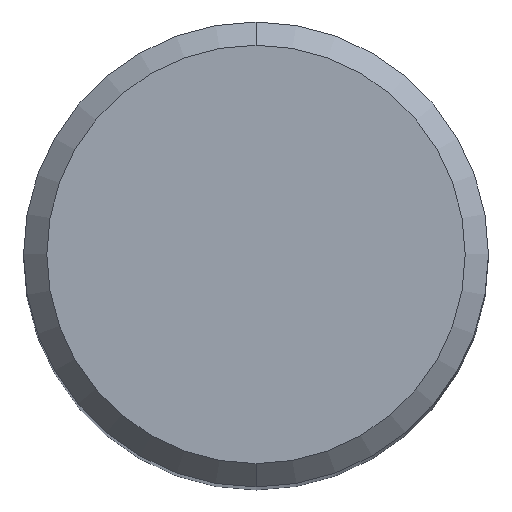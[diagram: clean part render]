
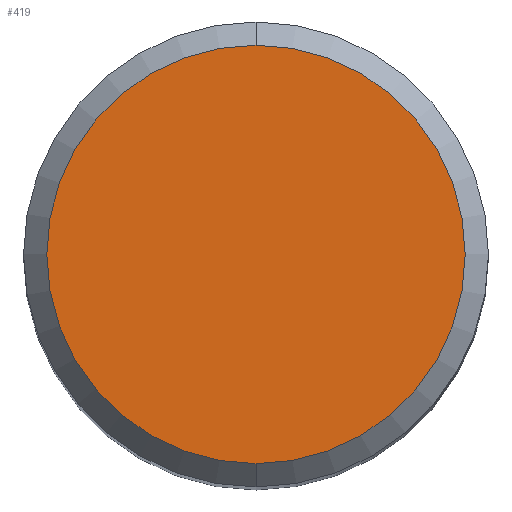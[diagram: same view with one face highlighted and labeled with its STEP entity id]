
A CAD part, top view. The second image highlights one B-rep face of the part: STEP entity #419.
In plain terms, the highlighted planar face has unit normal (0, 0, 1).
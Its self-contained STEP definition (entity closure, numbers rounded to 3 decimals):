
#171=EDGE_CURVE('',#359,#377,#462,.T.);
#335=EDGE_CURVE('',#377,#359,#645,.T.);
#359=VERTEX_POINT('',#672);
#377=VERTEX_POINT('',#690);
#419=ADVANCED_FACE('',(#735),#736,.T.);
#462=CIRCLE('',#776,4.5);
#645=CIRCLE('',#1168,4.5);
#672=CARTESIAN_POINT('',(0.0,4.5,0.));
#690=CARTESIAN_POINT('',(0.,-4.5,0.));
#735=FACE_OUTER_BOUND('',#1379,.T.);
#736=PLANE('',#1380);
#776=AXIS2_PLACEMENT_3D('',#1414,#1415,#1416);
#1168=AXIS2_PLACEMENT_3D('',#1621,#1622,#1623);
#1379=EDGE_LOOP('',(#1711,#1712));
#1380=AXIS2_PLACEMENT_3D('',#1713,#1714,#1715);
#1414=CARTESIAN_POINT('',(0.0,0.0,0.));
#1415=DIRECTION('',(0.0,0.0,-1.0));
#1416=DIRECTION('',(0.0,1.0,0.0));
#1621=CARTESIAN_POINT('',(0.0,0.0,0.));
#1622=DIRECTION('',(0.0,0.0,-1.0));
#1623=DIRECTION('',(0.0,1.0,0.0));
#1711=ORIENTED_EDGE('',*,*,#171,.F.);
#1712=ORIENTED_EDGE('',*,*,#335,.F.);
#1713=CARTESIAN_POINT('',(0.0,2.25,0.));
#1714=DIRECTION('',(-0.0,0.0,1.0));
#1715=DIRECTION('',(0.0,-1.0,0.0));
